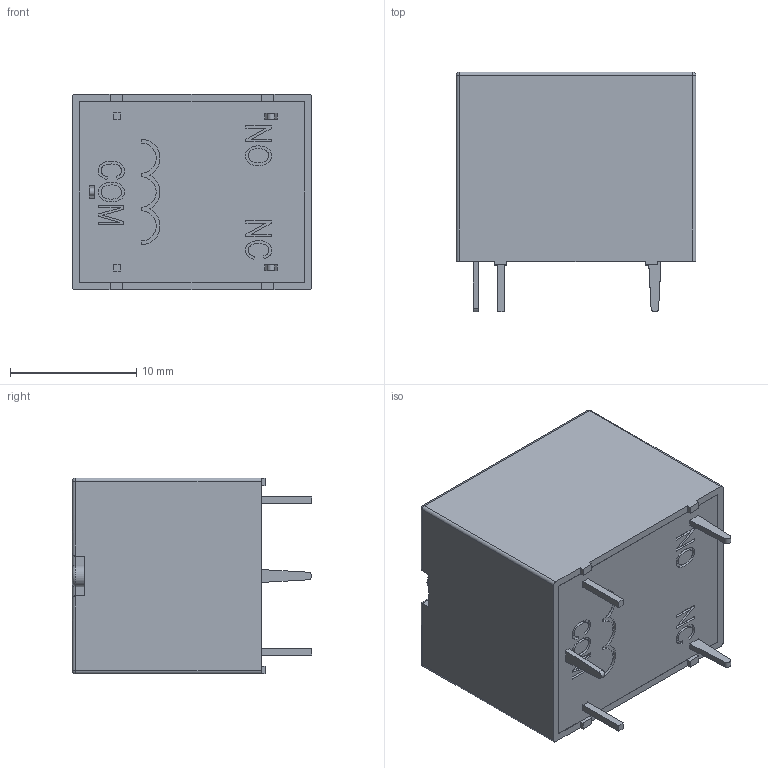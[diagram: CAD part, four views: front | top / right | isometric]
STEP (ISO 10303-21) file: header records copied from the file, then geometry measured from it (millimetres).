
FILE_DESCRIPTION(/* description */ (''),/* implementation_level */ '2;1');
FILE_NAME(/* name */ 'J107F1C.stp',/* time_stamp */ '2022-05-13T15:55:39-05:00',/* author */ ('cnher'),/* organization */ (''),/* preprocessor_version */ 'ST-DEVELOPER v19',/* originating_system */ 'Autodesk Inventor 2023',/* authorisation */ '');
FILE_SCHEMA (('AUTOMOTIVE_DESIGN { 1 0 10303 214 3 1 1 }'));
Length unit declared in the file: millimetre
Products named in the file (6): J107F1C; J107F1C_BASE; J107F_COVER; J107F_SQ_LEAD; J107F_LEAD 2; J107F_LEAD 1
Assembly tree (7 placements, depth 2):
  J107F1C
    J107F1C_BASE
    J107F_COVER
    J107F_SQ_LEAD  x2
    J107F_LEAD 1  x2
    J107F_LEAD 2
Bounding box: 19 x 18.99 x 15.53 mm (x, y, z)
Volume: 1270.6 mm3; surface area: 3297.1 mm2
Topology: 7 solids, 7 shells, 443 faces, 1157 edges, 766 vertices
Faces by surface type: plane 310, bspline 78, cylinder 50, sphere 4, torus 1
Full cylindrical faces by diameter (mm): 0.5 x1, 1.7 x1
Entity records: 13938 total; most frequent: CARTESIAN_POINT 3517, ORIENTED_EDGE 2254, DIRECTION 1796, EDGE_CURVE 1127, LINE 874, VECTOR 874, VERTEX_POINT 746, EDGE_LOOP 467
